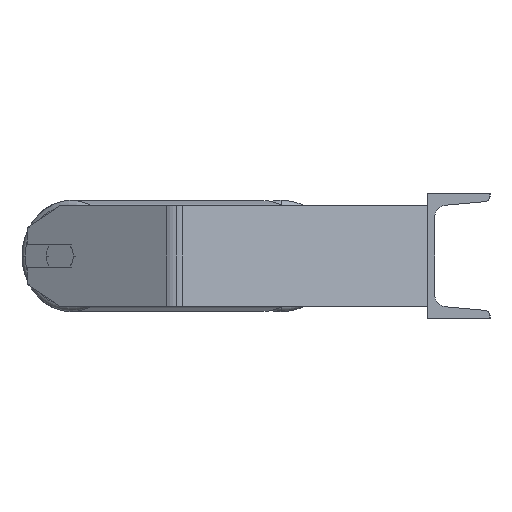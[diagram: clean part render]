
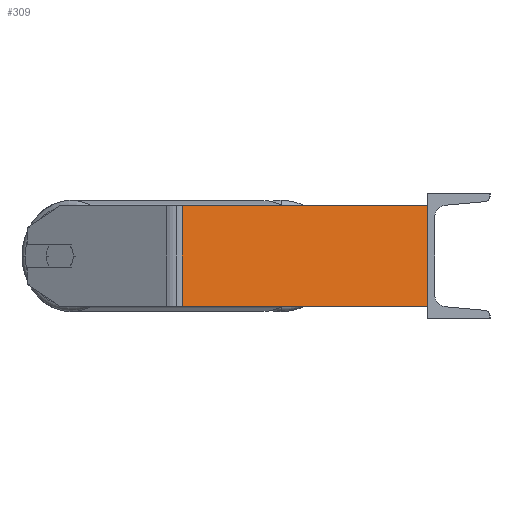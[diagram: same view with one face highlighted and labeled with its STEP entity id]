
A CAD part, left-side view. The second image highlights one B-rep face of the part: STEP entity #309.
In plain terms, the highlighted planar face has unit normal (-0.966, -0.259, 0).
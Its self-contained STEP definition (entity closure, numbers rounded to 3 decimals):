
#52 = LINE ( 'NONE', #2885, #5218 ) ;
#258 = VERTEX_POINT ( 'NONE', #2278 ) ;
#309 = ADVANCED_FACE ( 'NONE', ( #1440 ), #2095, .F. ) ;
#358 = VECTOR ( 'NONE', #4727, 1000. ) ;
#367 = LINE ( 'NONE', #8640, #6370 ) ;
#623 = EDGE_CURVE ( 'NONE', #258, #5862, #1768, .T. ) ;
#693 = CARTESIAN_POINT ( 'NONE',  ( -485., 0., 40. ) ) ;
#1440 = FACE_OUTER_BOUND ( 'NONE', #8161, .T. ) ;
#1474 = CARTESIAN_POINT ( 'NONE',  ( -537.529, 196.04, 40. ) ) ;
#1768 = LINE ( 'NONE', #6754, #358 ) ;
#1803 = VERTEX_POINT ( 'NONE', #693 ) ;
#2095 = PLANE ( 'NONE',  #5098 ) ;
#2129 = DIRECTION ( 'NONE',  ( 0., 0., -1. ) ) ;
#2278 = CARTESIAN_POINT ( 'NONE',  ( -537.529, 196.04, -40. ) ) ;
#2680 = VERTEX_POINT ( 'NONE', #1474 ) ;
#2885 = CARTESIAN_POINT ( 'NONE',  ( -485., 0., 40. ) ) ;
#3402 = ORIENTED_EDGE ( 'NONE', *, *, #623, .T. ) ;
#3551 = DIRECTION ( 'NONE',  ( -0.259, 0.966, 0. ) ) ;
#4238 = DIRECTION ( 'NONE',  ( 0.966, 0.259, 0. ) ) ;
#4727 = DIRECTION ( 'NONE',  ( 0.259, -0.966, 0. ) ) ;
#4789 = EDGE_CURVE ( 'NONE', #1803, #5862, #52, .T. ) ;
#4901 = VECTOR ( 'NONE', #2129, 1000. ) ;
#5098 = AXIS2_PLACEMENT_3D ( 'NONE', #5531, #4238, #3551 ) ;
#5218 = VECTOR ( 'NONE', #6243, 1000. ) ;
#5531 = CARTESIAN_POINT ( 'NONE',  ( -539.244, 202.441, 40. ) ) ;
#5536 = EDGE_CURVE ( 'NONE', #2680, #258, #9134, .T. ) ;
#5862 = VERTEX_POINT ( 'NONE', #8530 ) ;
#6243 = DIRECTION ( 'NONE',  ( 0., 0., -1. ) ) ;
#6370 = VECTOR ( 'NONE', #8680, 1000. ) ;
#6754 = CARTESIAN_POINT ( 'NONE',  ( -539.244, 202.441, -40. ) ) ;
#6829 = ORIENTED_EDGE ( 'NONE', *, *, #4789, .F. ) ;
#7248 = ORIENTED_EDGE ( 'NONE', *, *, #7723, .F. ) ;
#7723 = EDGE_CURVE ( 'NONE', #2680, #1803, #367, .T. ) ;
#8161 = EDGE_LOOP ( 'NONE', ( #3402, #6829, #7248, #8637 ) ) ;
#8530 = CARTESIAN_POINT ( 'NONE',  ( -485., 0., -40. ) ) ;
#8535 = CARTESIAN_POINT ( 'NONE',  ( -537.529, 196.04, 40. ) ) ;
#8637 = ORIENTED_EDGE ( 'NONE', *, *, #5536, .T. ) ;
#8640 = CARTESIAN_POINT ( 'NONE',  ( -539.244, 202.441, 40. ) ) ;
#8680 = DIRECTION ( 'NONE',  ( 0.259, -0.966, 0. ) ) ;
#9134 = LINE ( 'NONE', #8535, #4901 ) ;
